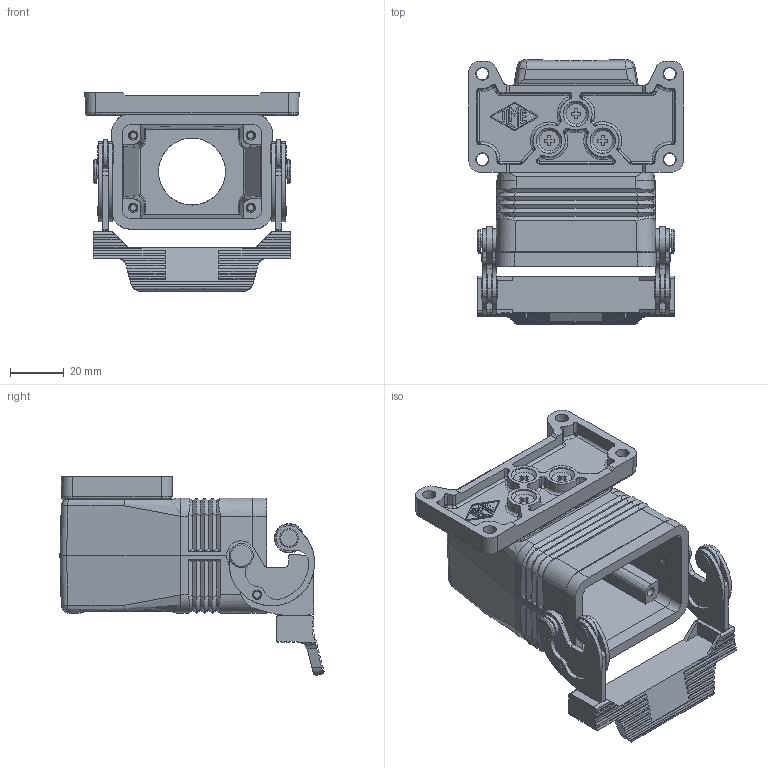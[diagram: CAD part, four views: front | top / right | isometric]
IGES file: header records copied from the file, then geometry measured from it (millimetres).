
Start section: Elysium IGES Interface
Global section: file name: 63HMAV 06LG25-F.igs; native system: SolidDesigner 16.00A  16-Aug-2008; preprocessor: CoCreate IGES_3D V2.2; author: Unknown; organization: Unknown; date: 20100712.080928; units: millimetre
Bounding box: 80 x 98.67 x 74.27 mm (x, y, z)
Volume: 86650.5 mm3; surface area: 49894.5 mm2
Topology: 1 solids, 8 shells, 1118 faces, 2897 edges, 1831 vertices
Faces by surface type: bspline 1118
